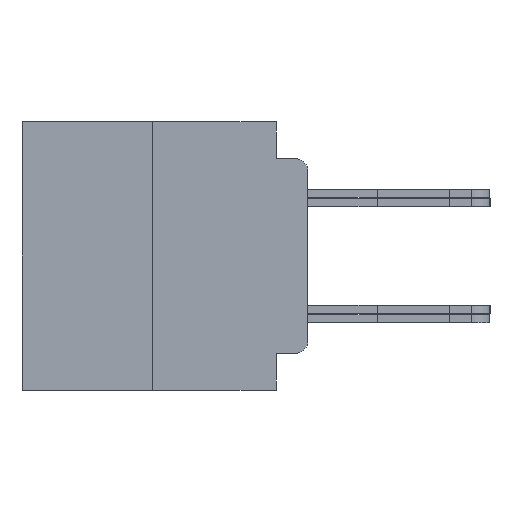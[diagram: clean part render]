
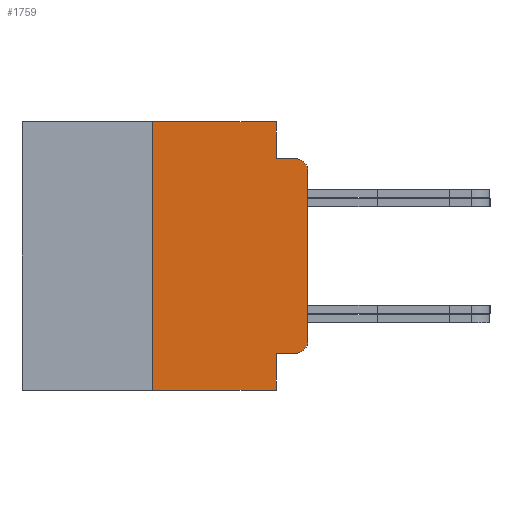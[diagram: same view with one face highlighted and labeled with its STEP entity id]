
A CAD part, left-side view. The second image highlights one B-rep face of the part: STEP entity #1759.
In plain terms, the highlighted planar face has unit normal (-1, 0, 0).
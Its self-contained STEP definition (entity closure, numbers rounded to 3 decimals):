
#170 = ORIENTED_EDGE ( 'NONE', *, *, #14994, .T. ) ;
#286 = AXIS2_PLACEMENT_3D ( 'NONE', #21517, #846, #21122 ) ;
#359 = CARTESIAN_POINT ( 'NONE',  ( -75.603, 0.508, 3.467 ) ) ;
#404 = CARTESIAN_POINT ( 'NONE',  ( -75.603, 1.295, 3.975 ) ) ;
#693 = DIRECTION ( 'NONE',  ( -1., 0., 0. ) ) ;
#825 = FACE_OUTER_BOUND ( 'NONE', #28326, .T. ) ;
#846 = DIRECTION ( 'NONE',  ( 1., 0., 0. ) ) ;
#905 = CARTESIAN_POINT ( 'NONE',  ( -75.603, 0., 5.486 ) ) ;
#979 = DIRECTION ( 'NONE',  ( 0., -1., 0. ) ) ;
#1094 = VECTOR ( 'NONE', #979, 1000. ) ;
#1142 = CARTESIAN_POINT ( 'NONE',  ( -75.603, 11.684, -5.486 ) ) ;
#1272 = EDGE_CURVE ( 'NONE', #28962, #17058, #12368, .T. ) ;
#1336 = LINE ( 'NONE', #14715, #9921 ) ;
#1383 = CARTESIAN_POINT ( 'NONE',  ( -75.603, 6.35, -5.486 ) ) ;
#1473 = ORIENTED_EDGE ( 'NONE', *, *, #26243, .F. ) ;
#1759 = ADVANCED_FACE ( 'NONE', ( #825 ), #14508, .F. ) ;
#2227 = VERTEX_POINT ( 'NONE', #23891 ) ;
#3013 = LINE ( 'NONE', #1142, #24854 ) ;
#3034 = LINE ( 'NONE', #3607, #8770 ) ;
#3607 = CARTESIAN_POINT ( 'NONE',  ( -75.603, 1.295, 0. ) ) ;
#6003 = CARTESIAN_POINT ( 'NONE',  ( -75.603, 1.295, -3.975 ) ) ;
#6331 = CIRCLE ( 'NONE', #23802, 0.508 ) ;
#7027 = CARTESIAN_POINT ( 'NONE',  ( -75.603, 6.35, -5.486 ) ) ;
#7848 = EDGE_CURVE ( 'NONE', #17058, #18997, #10532, .T. ) ;
#8292 = DIRECTION ( 'NONE',  ( 0., 0., 1. ) ) ;
#8770 = VECTOR ( 'NONE', #12831, 1000. ) ;
#9682 = EDGE_CURVE ( 'NONE', #22414, #24005, #26560, .T. ) ;
#9921 = VECTOR ( 'NONE', #12401, 1000. ) ;
#10115 = CARTESIAN_POINT ( 'NONE',  ( -75.603, 0.508, -3.467 ) ) ;
#10250 = ORIENTED_EDGE ( 'NONE', *, *, #18539, .F. ) ;
#10436 = EDGE_CURVE ( 'NONE', #28962, #10505, #3013, .T. ) ;
#10505 = VERTEX_POINT ( 'NONE', #10845 ) ;
#10532 = LINE ( 'NONE', #23942, #24877 ) ;
#10607 = CARTESIAN_POINT ( 'NONE',  ( -75.603, 6.35, 5.486 ) ) ;
#10845 = CARTESIAN_POINT ( 'NONE',  ( -75.603, 1.295, -5.486 ) ) ;
#11011 = ORIENTED_EDGE ( 'NONE', *, *, #14495, .T. ) ;
#11682 = CIRCLE ( 'NONE', #21876, 0.508 ) ;
#12368 = LINE ( 'NONE', #1383, #15592 ) ;
#12401 = DIRECTION ( 'NONE',  ( 0., 0., -1. ) ) ;
#12831 = DIRECTION ( 'NONE',  ( 0., 0., -1. ) ) ;
#14460 = ORIENTED_EDGE ( 'NONE', *, *, #10436, .T. ) ;
#14495 = EDGE_CURVE ( 'NONE', #27371, #18272, #11682, .T. ) ;
#14508 = PLANE ( 'NONE',  #286 ) ;
#14715 = CARTESIAN_POINT ( 'NONE',  ( -75.603, 1.295, 0. ) ) ;
#14994 = EDGE_CURVE ( 'NONE', #24005, #2227, #6331, .T. ) ;
#15592 = VECTOR ( 'NONE', #8292, 1000. ) ;
#16039 = CARTESIAN_POINT ( 'NONE',  ( -75.603, 1.295, 3.975 ) ) ;
#16100 = ORIENTED_EDGE ( 'NONE', *, *, #7848, .F. ) ;
#16433 = DIRECTION ( 'NONE',  ( -1., 0., 0. ) ) ;
#16914 = VERTEX_POINT ( 'NONE', #16039 ) ;
#17058 = VERTEX_POINT ( 'NONE', #10607 ) ;
#17085 = ORIENTED_EDGE ( 'NONE', *, *, #22774, .T. ) ;
#18272 = VERTEX_POINT ( 'NONE', #19987 ) ;
#18539 = EDGE_CURVE ( 'NONE', #16914, #18272, #19919, .T. ) ;
#18745 = DIRECTION ( 'NONE',  ( 0., 0., -1. ) ) ;
#18860 = CARTESIAN_POINT ( 'NONE',  ( -75.603, 0., 3.467 ) ) ;
#18997 = VERTEX_POINT ( 'NONE', #27375 ) ;
#19157 = DIRECTION ( 'NONE',  ( 0., 0., -1. ) ) ;
#19513 = DIRECTION ( 'NONE',  ( 0., -1., 0. ) ) ;
#19919 = LINE ( 'NONE', #404, #26735 ) ;
#19987 = CARTESIAN_POINT ( 'NONE',  ( -75.603, 0.508, 3.975 ) ) ;
#20646 = CARTESIAN_POINT ( 'NONE',  ( -75.603, 0.508, -3.975 ) ) ;
#20979 = DIRECTION ( 'NONE',  ( 0., -1., 0. ) ) ;
#21122 = DIRECTION ( 'NONE',  ( 0., 0., -1. ) ) ;
#21517 = CARTESIAN_POINT ( 'NONE',  ( -75.603, 11.684, 5.486 ) ) ;
#21876 = AXIS2_PLACEMENT_3D ( 'NONE', #359, #16433, #18745 ) ;
#22414 = VERTEX_POINT ( 'NONE', #29520 ) ;
#22420 = ORIENTED_EDGE ( 'NONE', *, *, #1272, .F. ) ;
#22774 = EDGE_CURVE ( 'NONE', #2227, #27371, #26267, .T. ) ;
#23364 = VECTOR ( 'NONE', #26268, 1000. ) ;
#23463 = ORIENTED_EDGE ( 'NONE', *, *, #9682, .T. ) ;
#23802 = AXIS2_PLACEMENT_3D ( 'NONE', #10115, #693, #19157 ) ;
#23891 = CARTESIAN_POINT ( 'NONE',  ( -75.603, 0., -3.467 ) ) ;
#23942 = CARTESIAN_POINT ( 'NONE',  ( -75.603, 11.684, 5.486 ) ) ;
#24005 = VERTEX_POINT ( 'NONE', #20646 ) ;
#24733 = EDGE_CURVE ( 'NONE', #22414, #10505, #1336, .T. ) ;
#24854 = VECTOR ( 'NONE', #19513, 1000. ) ;
#24877 = VECTOR ( 'NONE', #26342, 1000. ) ;
#26243 = EDGE_CURVE ( 'NONE', #18997, #16914, #3034, .T. ) ;
#26267 = LINE ( 'NONE', #905, #23364 ) ;
#26268 = DIRECTION ( 'NONE',  ( 0., 0., 1. ) ) ;
#26342 = DIRECTION ( 'NONE',  ( 0., -1., 0. ) ) ;
#26560 = LINE ( 'NONE', #6003, #1094 ) ;
#26735 = VECTOR ( 'NONE', #20979, 1000. ) ;
#26780 = ORIENTED_EDGE ( 'NONE', *, *, #24733, .F. ) ;
#27371 = VERTEX_POINT ( 'NONE', #18860 ) ;
#27375 = CARTESIAN_POINT ( 'NONE',  ( -75.603, 1.295, 5.486 ) ) ;
#28326 = EDGE_LOOP ( 'NONE', ( #23463, #170, #17085, #11011, #10250, #1473, #16100, #22420, #14460, #26780 ) ) ;
#28962 = VERTEX_POINT ( 'NONE', #7027 ) ;
#29520 = CARTESIAN_POINT ( 'NONE',  ( -75.603, 1.295, -3.975 ) ) ;
